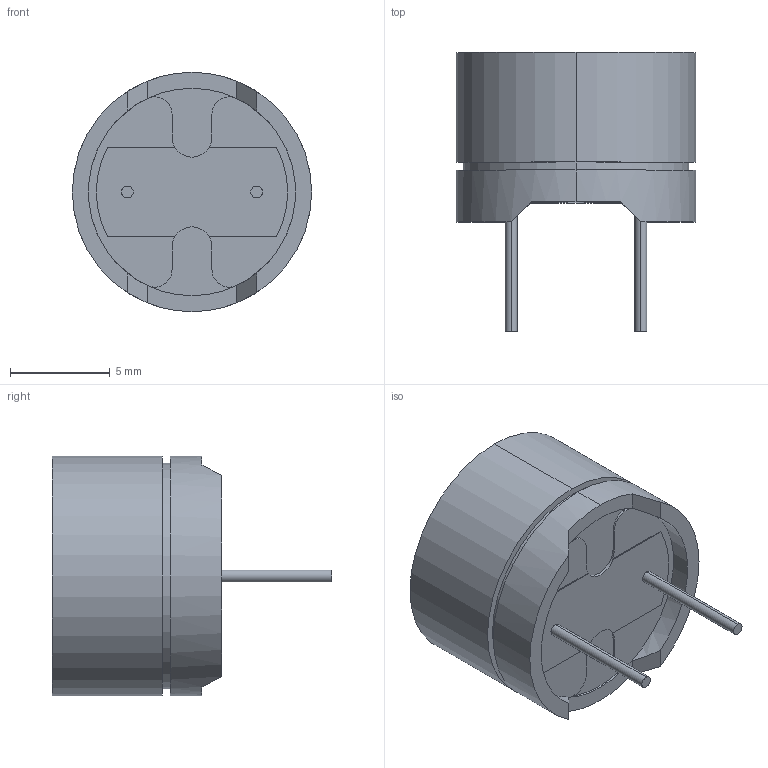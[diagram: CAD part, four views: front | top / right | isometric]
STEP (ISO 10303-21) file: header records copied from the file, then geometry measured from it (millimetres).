
FILE_DESCRIPTION (( 'STEP AP214' ), '1' );
FILE_NAME ('CUI_DEVICES_CEM-1201_42_.step', '2019-10-20T21:31:45', ( '' ), ( '' ), 'SwSTEP 2.0', 'SolidWorks 2019', '' );
FILE_SCHEMA (( 'AUTOMOTIVE_DESIGN' ));
Length unit declared in the file: inch
Products named in the file (1): CUI_DEVICES_CEM-1201_42_
Bounding box: 12 x 14 x 12 mm (x, y, z)
Volume: 862.1 mm3; surface area: 618.1 mm2
Topology: 1 solids, 1 shells, 55 faces, 132 edges, 84 vertices
Faces by surface type: cylinder 28, plane 27
Entity records: 2057 total; most frequent: DIRECTION 300, CARTESIAN_POINT 296, ORIENTED_EDGE 264, EDGE_CURVE 132, AXIS2_PLACEMENT_3D 120, VERTEX_POINT 84, CIRCLE 64, LINE 60
